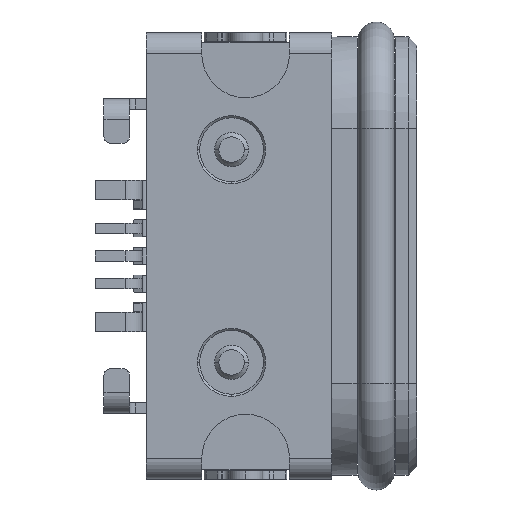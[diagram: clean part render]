
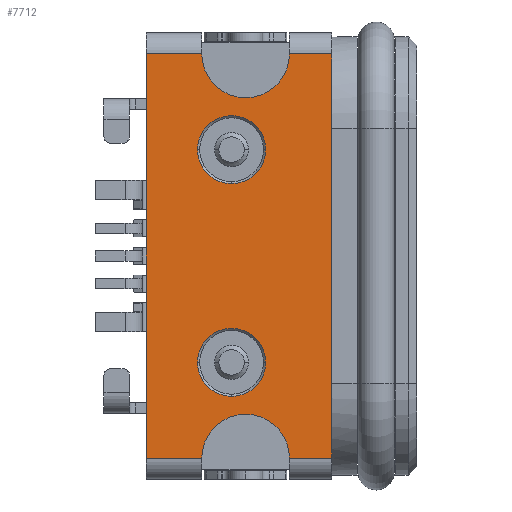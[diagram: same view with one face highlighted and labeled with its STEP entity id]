
A CAD part, left-side view. The second image highlights one B-rep face of the part: STEP entity #7712.
In plain terms, the highlighted planar face has unit normal (-1, 0, 0).
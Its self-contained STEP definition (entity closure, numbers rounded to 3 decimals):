
#349 = CARTESIAN_POINT ( 'NONE',  ( -1.9, 5.11, -9.25 ) ) ;
#892 = DIRECTION ( 'NONE',  ( 0., 0., 1. ) ) ;
#1020 = DIRECTION ( 'NONE',  ( 0., 0., 1. ) ) ;
#1078 = VECTOR ( 'NONE', #14741, 1000. ) ;
#1482 = ORIENTED_EDGE ( 'NONE', *, *, #19554, .F. ) ;
#1766 = CIRCLE ( 'NONE', #7987, 0.8 ) ;
#2188 = ORIENTED_EDGE ( 'NONE', *, *, #18565, .T. ) ;
#2230 = VERTEX_POINT ( 'NONE', #11929 ) ;
#2715 = AXIS2_PLACEMENT_3D ( 'NONE', #21004, #9189, #25192 ) ;
#2738 = DIRECTION ( 'NONE',  ( 0., 0., -1. ) ) ;
#2790 = CARTESIAN_POINT ( 'NONE',  ( -1.9, 6.295, -4.5 ) ) ;
#2888 = CARTESIAN_POINT ( 'NONE',  ( -1.9, 6.47, -7. ) ) ;
#2994 = CARTESIAN_POINT ( 'NONE',  ( -1.9, 7.27, -7. ) ) ;
#3234 = DIRECTION ( 'NONE',  ( -1., 0., 0. ) ) ;
#3237 = DIRECTION ( 'NONE',  ( 0., 0., -1. ) ) ;
#3323 = LINE ( 'NONE', #12799, #1078 ) ;
#3467 = VERTEX_POINT ( 'NONE', #11145 ) ;
#4117 = DIRECTION ( 'NONE',  ( -1., 0., 0. ) ) ;
#4334 = CARTESIAN_POINT ( 'NONE',  ( -1.9, 4.12, -0.494 ) ) ;
#4416 = LINE ( 'NONE', #6745, #14972 ) ;
#4753 = FACE_OUTER_BOUND ( 'NONE', #20288, .T. ) ;
#4800 = LINE ( 'NONE', #10654, #21244 ) ;
#4898 = EDGE_CURVE ( 'NONE', #22971, #16618, #6323, .T. ) ;
#4935 = CARTESIAN_POINT ( 'NONE',  ( -1.9, 8.47, -9.25 ) ) ;
#5238 = VERTEX_POINT ( 'NONE', #17824 ) ;
#5330 = EDGE_CURVE ( 'NONE', #15134, #6507, #17653, .T. ) ;
#5350 = CIRCLE ( 'NONE', #21935, 0.8 ) ;
#5512 = CIRCLE ( 'NONE', #17541, 0.8 ) ;
#5672 = VECTOR ( 'NONE', #16698, 1000. ) ;
#6194 = ORIENTED_EDGE ( 'NONE', *, *, #6716, .T. ) ;
#6246 = VERTEX_POINT ( 'NONE', #24659 ) ;
#6264 = CIRCLE ( 'NONE', #10001, 1.03 ) ;
#6323 = LINE ( 'NONE', #15953, #13477 ) ;
#6507 = VERTEX_POINT ( 'NONE', #10320 ) ;
#6543 = LINE ( 'NONE', #22407, #5672 ) ;
#6716 = EDGE_CURVE ( 'NONE', #10655, #24350, #6543, .T. ) ;
#6745 = CARTESIAN_POINT ( 'NONE',  ( -1.9, 7.17, 0.25 ) ) ;
#6986 = CARTESIAN_POINT ( 'NONE',  ( -1.9, 4.12, 0.25 ) ) ;
#7284 = EDGE_CURVE ( 'NONE', #3467, #22568, #24230, .T. ) ;
#7679 = EDGE_CURVE ( 'NONE', #22000, #22568, #3323, .T. ) ;
#7712 = ADVANCED_FACE ( 'NONE', ( #9159, #22549, #4753 ), #12675, .F. ) ;
#7987 = AXIS2_PLACEMENT_3D ( 'NONE', #13100, #3234, #9194 ) ;
#8391 = CIRCLE ( 'NONE', #14173, 0.8 ) ;
#8591 = VECTOR ( 'NONE', #19969, 1000. ) ;
#8660 = DIRECTION ( 'NONE',  ( 0., 0., -1. ) ) ;
#8801 = CARTESIAN_POINT ( 'NONE',  ( -1.9, 6.47, -7.8 ) ) ;
#9006 = ORIENTED_EDGE ( 'NONE', *, *, #13626, .F. ) ;
#9110 = EDGE_CURVE ( 'NONE', #2230, #22000, #18162, .T. ) ;
#9159 = FACE_BOUND ( 'NONE', #17641, .T. ) ;
#9189 = DIRECTION ( 'NONE',  ( -1., 0., 0. ) ) ;
#9194 = DIRECTION ( 'NONE',  ( 0., 0., 1. ) ) ;
#9406 = CARTESIAN_POINT ( 'NONE',  ( -1.9, 6.47, -7. ) ) ;
#9583 = EDGE_LOOP ( 'NONE', ( #17940, #9006, #10228 ) ) ;
#9860 = ORIENTED_EDGE ( 'NONE', *, *, #7284, .F. ) ;
#10001 = AXIS2_PLACEMENT_3D ( 'NONE', #21658, #4117, #17995 ) ;
#10212 = DIRECTION ( 'NONE',  ( 0., 1., 0. ) ) ;
#10228 = ORIENTED_EDGE ( 'NONE', *, *, #16605, .F. ) ;
#10320 = CARTESIAN_POINT ( 'NONE',  ( -1.9, 6.47, -2.8 ) ) ;
#10654 = CARTESIAN_POINT ( 'NONE',  ( -1.9, 4.12, -0.494 ) ) ;
#10655 = VERTEX_POINT ( 'NONE', #20703 ) ;
#10662 = VECTOR ( 'NONE', #12649, 1000. ) ;
#10730 = DIRECTION ( 'NONE',  ( 1., 0., 0. ) ) ;
#10876 = CARTESIAN_POINT ( 'NONE',  ( -1.9, 6.47, -2. ) ) ;
#10903 = CARTESIAN_POINT ( 'NONE',  ( -1.9, 6.47, -2. ) ) ;
#10987 = ORIENTED_EDGE ( 'NONE', *, *, #23416, .F. ) ;
#11027 = AXIS2_PLACEMENT_3D ( 'NONE', #16409, #24328, #2738 ) ;
#11145 = CARTESIAN_POINT ( 'NONE',  ( -1.9, 4.12, -0.494 ) ) ;
#11528 = EDGE_CURVE ( 'NONE', #6246, #20575, #4416, .T. ) ;
#11611 = ORIENTED_EDGE ( 'NONE', *, *, #9110, .T. ) ;
#11806 = ORIENTED_EDGE ( 'NONE', *, *, #11528, .T. ) ;
#11929 = CARTESIAN_POINT ( 'NONE',  ( -1.9, 5.11, -9.25 ) ) ;
#12540 = EDGE_CURVE ( 'NONE', #19644, #23345, #5512, .T. ) ;
#12649 = DIRECTION ( 'NONE',  ( 0., 0., -1. ) ) ;
#12675 = PLANE ( 'NONE',  #16860 ) ;
#12799 = CARTESIAN_POINT ( 'NONE',  ( -1.9, 4.12, -9.25 ) ) ;
#13100 = CARTESIAN_POINT ( 'NONE',  ( -1.9, 6.47, -7. ) ) ;
#13477 = VECTOR ( 'NONE', #10212, 1000. ) ;
#13605 = AXIS2_PLACEMENT_3D ( 'NONE', #9406, #18528, #8660 ) ;
#13626 = EDGE_CURVE ( 'NONE', #22237, #19644, #1766, .T. ) ;
#13925 = CIRCLE ( 'NONE', #2715, 1.03 ) ;
#13992 = ORIENTED_EDGE ( 'NONE', *, *, #19835, .F. ) ;
#14173 = AXIS2_PLACEMENT_3D ( 'NONE', #10903, #25198, #3237 ) ;
#14442 = EDGE_CURVE ( 'NONE', #2230, #24350, #6264, .T. ) ;
#14741 = DIRECTION ( 'NONE',  ( 0., 0., 1. ) ) ;
#14836 = DIRECTION ( 'NONE',  ( 0., 0., -1. ) ) ;
#14972 = VECTOR ( 'NONE', #22085, 1000. ) ;
#15121 = EDGE_CURVE ( 'NONE', #6507, #5238, #8391, .T. ) ;
#15134 = VERTEX_POINT ( 'NONE', #18918 ) ;
#15709 = ORIENTED_EDGE ( 'NONE', *, *, #5330, .F. ) ;
#15953 = CARTESIAN_POINT ( 'NONE',  ( -1.9, 4.12, 0.25 ) ) ;
#16114 = ORIENTED_EDGE ( 'NONE', *, *, #4898, .T. ) ;
#16409 = CARTESIAN_POINT ( 'NONE',  ( -1.9, 6.47, -2. ) ) ;
#16605 = EDGE_CURVE ( 'NONE', #23345, #22237, #24828, .T. ) ;
#16618 = VERTEX_POINT ( 'NONE', #20587 ) ;
#16698 = DIRECTION ( 'NONE',  ( 0., -1., 0. ) ) ;
#16860 = AXIS2_PLACEMENT_3D ( 'NONE', #2790, #10730, #18623 ) ;
#16898 = LINE ( 'NONE', #4935, #21915 ) ;
#16991 = CARTESIAN_POINT ( 'NONE',  ( -1.9, 4.12, -9.25 ) ) ;
#17419 = CARTESIAN_POINT ( 'NONE',  ( -1.9, 8.47, 0.25 ) ) ;
#17541 = AXIS2_PLACEMENT_3D ( 'NONE', #2888, #18974, #14836 ) ;
#17641 = EDGE_LOOP ( 'NONE', ( #15709, #13992, #19109 ) ) ;
#17653 = CIRCLE ( 'NONE', #11027, 0.8 ) ;
#17824 = CARTESIAN_POINT ( 'NONE',  ( -1.9, 5.67, -2. ) ) ;
#17861 = CARTESIAN_POINT ( 'NONE',  ( -1.9, 5.67, -7. ) ) ;
#17940 = ORIENTED_EDGE ( 'NONE', *, *, #12540, .F. ) ;
#17995 = DIRECTION ( 'NONE',  ( 0., -1., 0. ) ) ;
#18162 = LINE ( 'NONE', #349, #8591 ) ;
#18308 = CARTESIAN_POINT ( 'NONE',  ( -1.9, 4.12, -8.506 ) ) ;
#18528 = DIRECTION ( 'NONE',  ( -1., 0., 0. ) ) ;
#18565 = EDGE_CURVE ( 'NONE', #3467, #22971, #4800, .T. ) ;
#18623 = DIRECTION ( 'NONE',  ( 0., 1., 0. ) ) ;
#18768 = DIRECTION ( 'NONE',  ( 0., 0., 1. ) ) ;
#18918 = CARTESIAN_POINT ( 'NONE',  ( -1.9, 7.27, -2. ) ) ;
#18974 = DIRECTION ( 'NONE',  ( -1., 0., 0. ) ) ;
#19109 = ORIENTED_EDGE ( 'NONE', *, *, #15121, .F. ) ;
#19554 = EDGE_CURVE ( 'NONE', #10655, #20575, #16898, .T. ) ;
#19644 = VERTEX_POINT ( 'NONE', #2994 ) ;
#19835 = EDGE_CURVE ( 'NONE', #5238, #15134, #5350, .T. ) ;
#19969 = DIRECTION ( 'NONE',  ( 0., -1., 0. ) ) ;
#20284 = ORIENTED_EDGE ( 'NONE', *, *, #7679, .T. ) ;
#20288 = EDGE_LOOP ( 'NONE', ( #11611, #20284, #9860, #2188, #16114, #10987, #11806, #1482, #6194, #20930 ) ) ;
#20575 = VERTEX_POINT ( 'NONE', #17419 ) ;
#20587 = CARTESIAN_POINT ( 'NONE',  ( -1.9, 5.11, 0.25 ) ) ;
#20703 = CARTESIAN_POINT ( 'NONE',  ( -1.9, 8.47, -9.25 ) ) ;
#20930 = ORIENTED_EDGE ( 'NONE', *, *, #14442, .F. ) ;
#21004 = CARTESIAN_POINT ( 'NONE',  ( -1.9, 6.14, 0.25 ) ) ;
#21244 = VECTOR ( 'NONE', #1020, 1000. ) ;
#21429 = CARTESIAN_POINT ( 'NONE',  ( -1.9, 7.17, -9.25 ) ) ;
#21658 = CARTESIAN_POINT ( 'NONE',  ( -1.9, 6.14, -9.25 ) ) ;
#21915 = VECTOR ( 'NONE', #892, 1000. ) ;
#21935 = AXIS2_PLACEMENT_3D ( 'NONE', #10876, #22828, #18768 ) ;
#22000 = VERTEX_POINT ( 'NONE', #16991 ) ;
#22085 = DIRECTION ( 'NONE',  ( 0., 1., 0. ) ) ;
#22237 = VERTEX_POINT ( 'NONE', #17861 ) ;
#22407 = CARTESIAN_POINT ( 'NONE',  ( -1.9, 8.47, -9.25 ) ) ;
#22549 = FACE_BOUND ( 'NONE', #9583, .T. ) ;
#22568 = VERTEX_POINT ( 'NONE', #18308 ) ;
#22828 = DIRECTION ( 'NONE',  ( -1., 0., 0. ) ) ;
#22971 = VERTEX_POINT ( 'NONE', #6986 ) ;
#23345 = VERTEX_POINT ( 'NONE', #8801 ) ;
#23416 = EDGE_CURVE ( 'NONE', #6246, #16618, #13925, .T. ) ;
#24230 = LINE ( 'NONE', #4334, #10662 ) ;
#24328 = DIRECTION ( 'NONE',  ( -1., 0., 0. ) ) ;
#24350 = VERTEX_POINT ( 'NONE', #21429 ) ;
#24659 = CARTESIAN_POINT ( 'NONE',  ( -1.9, 7.17, 0.25 ) ) ;
#24828 = CIRCLE ( 'NONE', #13605, 0.8 ) ;
#25192 = DIRECTION ( 'NONE',  ( 0., 1., 0. ) ) ;
#25198 = DIRECTION ( 'NONE',  ( -1., 0., 0. ) ) ;
